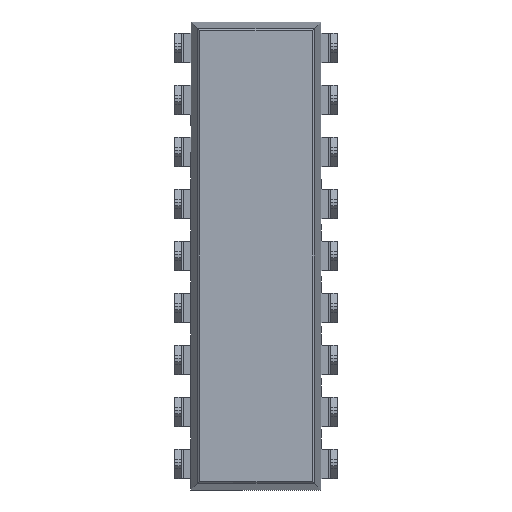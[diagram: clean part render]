
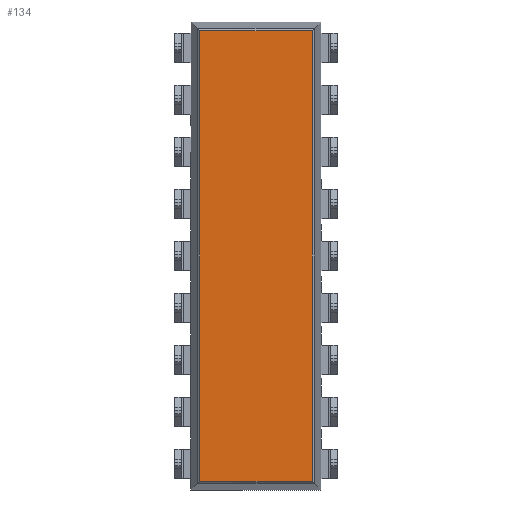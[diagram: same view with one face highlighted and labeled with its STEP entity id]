
A CAD part, front view. The second image highlights one B-rep face of the part: STEP entity #134.
In plain terms, the highlighted planar face has unit normal (0, -1, 0).
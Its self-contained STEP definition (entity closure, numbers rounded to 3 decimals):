
#67 = EDGE_LOOP ( 'NONE', ( #2240, #7725, #2175, #7716 ) ) ;
#134 = ADVANCED_FACE ( 'NONE', ( #11299 ), #11340, .T. ) ;
#136 = EDGE_CURVE ( 'NONE', #2232, #7720, #11334, .T. ) ;
#1815 = EDGE_CURVE ( 'NONE', #7720, #7711, #11562, .T. ) ;
#2120 = EDGE_CURVE ( 'NONE', #2241, #2232, #11616, .T. ) ;
#2175 = ORIENTED_EDGE ( 'NONE', *, *, #2192, .T. ) ;
#2192 = EDGE_CURVE ( 'NONE', #7711, #2241, #11612, .T. ) ;
#2232 = VERTEX_POINT ( 'NONE', #11604 ) ;
#2240 = ORIENTED_EDGE ( 'NONE', *, *, #136, .T. ) ;
#2241 = VERTEX_POINT ( 'NONE', #11658 ) ;
#7711 = VERTEX_POINT ( 'NONE', #12189 ) ;
#7716 = ORIENTED_EDGE ( 'NONE', *, *, #2120, .T. ) ;
#7720 = VERTEX_POINT ( 'NONE', #12245 ) ;
#7725 = ORIENTED_EDGE ( 'NONE', *, *, #1815, .T. ) ;
#11299 = FACE_OUTER_BOUND ( 'NONE', #67, .T. ) ;
#11331 = DIRECTION ( 'NONE',  ( 0., 0., -1. ) ) ;
#11332 = VECTOR ( 'NONE', #11331, 1000. ) ;
#11333 = CARTESIAN_POINT ( 'NONE',  ( -2.738, 0.15, -11.43 ) ) ;
#11334 = LINE ( 'NONE', #11333, #11332 ) ;
#11336 = DIRECTION ( 'NONE',  ( 0., 0., -1. ) ) ;
#11337 = DIRECTION ( 'NONE',  ( 0., -1., 0. ) ) ;
#11338 = CARTESIAN_POINT ( 'NONE',  ( -3.175, 0.15, -11.43 ) ) ;
#11339 = AXIS2_PLACEMENT_3D ( 'NONE', #11338, #11337, #11336 ) ;
#11340 = PLANE ( 'NONE',  #11339 ) ;
#11559 = DIRECTION ( 'NONE',  ( 1., 0., 0. ) ) ;
#11560 = VECTOR ( 'NONE', #11559, 1000. ) ;
#11561 = CARTESIAN_POINT ( 'NONE',  ( -3.175, 0.15, -10.993 ) ) ;
#11562 = LINE ( 'NONE', #11561, #11560 ) ;
#11604 = CARTESIAN_POINT ( 'NONE',  ( -2.738, 0.15, 10.993 ) ) ;
#11609 = DIRECTION ( 'NONE',  ( 0., 0., 1. ) ) ;
#11610 = VECTOR ( 'NONE', #11609, 1000. ) ;
#11611 = CARTESIAN_POINT ( 'NONE',  ( 2.738, 0.15, -11.43 ) ) ;
#11612 = LINE ( 'NONE', #11611, #11610 ) ;
#11613 = DIRECTION ( 'NONE',  ( -1., 0., 0. ) ) ;
#11614 = VECTOR ( 'NONE', #11613, 1000. ) ;
#11615 = CARTESIAN_POINT ( 'NONE',  ( -3.175, 0.15, 10.993 ) ) ;
#11616 = LINE ( 'NONE', #11615, #11614 ) ;
#11658 = CARTESIAN_POINT ( 'NONE',  ( 2.738, 0.15, 10.993 ) ) ;
#12189 = CARTESIAN_POINT ( 'NONE',  ( 2.738, 0.15, -10.993 ) ) ;
#12245 = CARTESIAN_POINT ( 'NONE',  ( -2.738, 0.15, -10.993 ) ) ;
